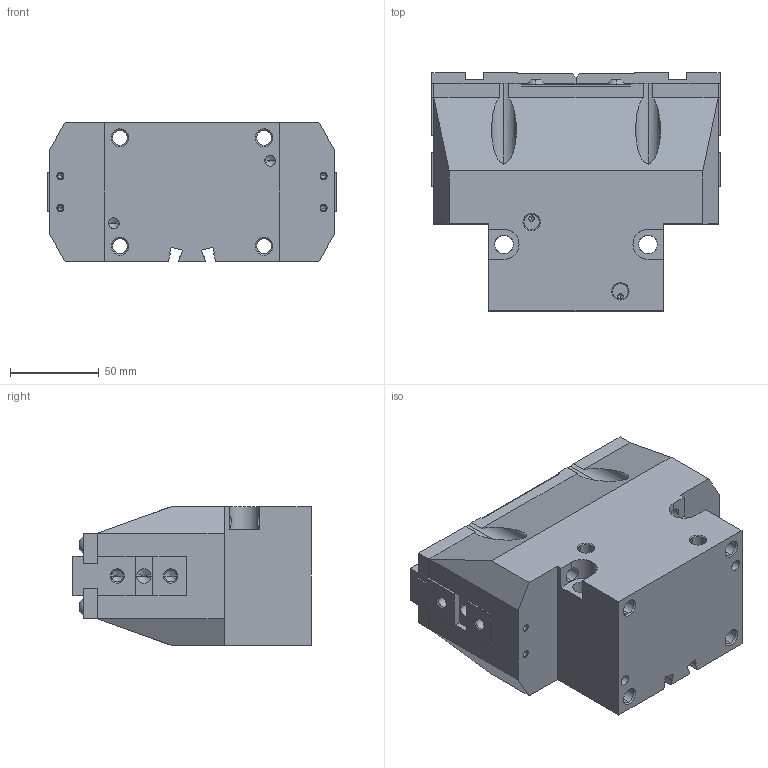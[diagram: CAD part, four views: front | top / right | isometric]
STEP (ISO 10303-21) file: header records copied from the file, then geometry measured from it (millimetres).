
FILE_DESCRIPTION( ( '' ), '1' );
FILE_NAME( 'ope160_oe776pge_0_2_14a.stp', '2010-10-25T13:15:08', ( '' ), ( '' ), ' ', ' ', ' ' );
FILE_SCHEMA( ( 'automotive_design' ) );
Length unit declared in the file: millimetre
Products named in the file (3): 1; 2; 3
Bounding box: 162 x 134 x 78 mm (x, y, z)
Volume: 1160106.1 mm3; surface area: 152927.3 mm2
Topology: 3 solids, 3 shells, 352 faces, 926 edges, 566 vertices
Faces by surface type: plane 178, cylinder 86, cone 80, torus 8
Entity records: 21168 total; most frequent: CARTESIAN_POINT 2375, STYLED_ITEM 1807, PRESENTATION_STYLE_ASSIGNMENT 1807, COLOUR_RGB 1807, DIRECTION 1802, ORIENTED_EDGE 1772, EDGE_CURVE 886, CURVE_STYLE 886
